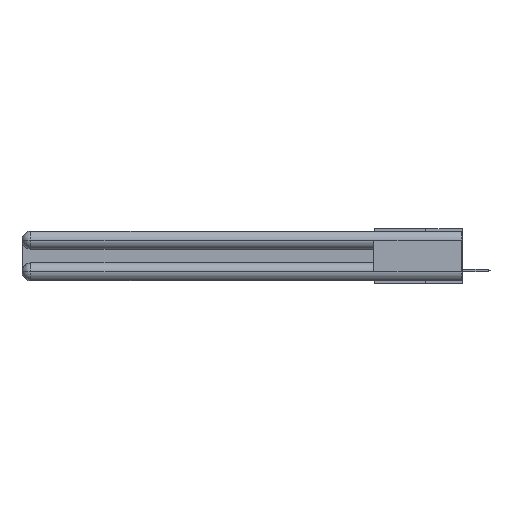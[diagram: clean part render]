
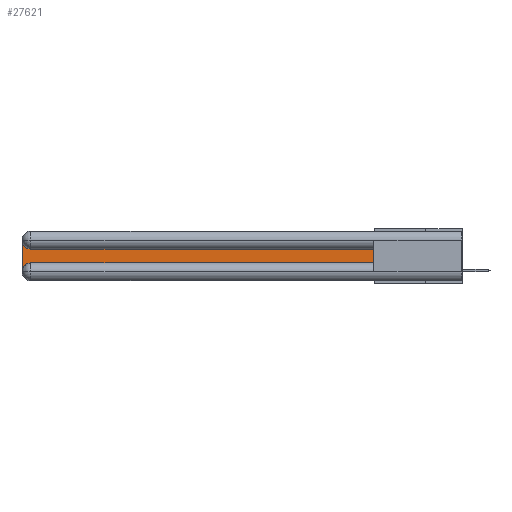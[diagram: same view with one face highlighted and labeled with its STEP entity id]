
A CAD part, left-side view. The second image highlights one B-rep face of the part: STEP entity #27621.
In plain terms, the highlighted planar face has unit normal (-1, 0, 0).
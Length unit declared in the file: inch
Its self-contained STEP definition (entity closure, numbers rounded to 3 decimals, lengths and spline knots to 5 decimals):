
#1158 = EDGE_CURVE ( 'NONE', #1379, #22776, #27161, .T. ) ;
#1379 = VERTEX_POINT ( 'NONE', #5288 ) ;
#1813 = CARTESIAN_POINT ( 'NONE',  ( 0.075, 2.94, -0.2775 ) ) ;
#2404 = DIRECTION ( 'NONE',  ( 0., 0., 1. ) ) ;
#3069 = CIRCLE ( 'NONE', #9797, 0.06 ) ;
#3313 = DIRECTION ( 'NONE',  ( 0., 0., -1. ) ) ;
#3497 = DIRECTION ( 'NONE',  ( 0., 1., 0. ) ) ;
#3560 = VERTEX_POINT ( 'NONE', #14710 ) ;
#4414 = CARTESIAN_POINT ( 'NONE',  ( 0.075, 3., -0.2175 ) ) ;
#4508 = CARTESIAN_POINT ( 'NONE',  ( 0.075, 0.6, -0.2175 ) ) ;
#4797 = VECTOR ( 'NONE', #3497, 39.37008 ) ;
#5288 = CARTESIAN_POINT ( 'NONE',  ( 0.075, 2.94, -0.1225 ) ) ;
#5333 = CARTESIAN_POINT ( 'NONE',  ( 0.075, 2.94, -0.2175 ) ) ;
#5448 = EDGE_CURVE ( 'NONE', #22776, #6738, #24405, .T. ) ;
#5450 = CARTESIAN_POINT ( 'NONE',  ( 0.075, 0.6, -0.1225 ) ) ;
#5576 = DIRECTION ( 'NONE',  ( 0., 0., -1. ) ) ;
#5642 = EDGE_CURVE ( 'NONE', #6738, #15633, #3069, .T. ) ;
#5721 = DIRECTION ( 'NONE',  ( 1., 0., 0. ) ) ;
#5861 = DIRECTION ( 'NONE',  ( 1., 0., 0. ) ) ;
#6187 = AXIS2_PLACEMENT_3D ( 'NONE', #7794, #5861, #5576 ) ;
#6234 = VERTEX_POINT ( 'NONE', #12996 ) ;
#6238 = DIRECTION ( 'NONE',  ( 1., 0., 0. ) ) ;
#6738 = VERTEX_POINT ( 'NONE', #25586 ) ;
#6758 = CARTESIAN_POINT ( 'NONE',  ( 0.075, 0.6, -0.2175 ) ) ;
#6825 = DIRECTION ( 'NONE',  ( 0., 0., -1. ) ) ;
#7380 = ORIENTED_EDGE ( 'NONE', *, *, #12012, .T. ) ;
#7794 = CARTESIAN_POINT ( 'NONE',  ( 0.075, 2.94, -0.0625 ) ) ;
#8595 = FACE_OUTER_BOUND ( 'NONE', #24393, .T. ) ;
#8977 = CARTESIAN_POINT ( 'NONE',  ( 0.075, 3., -0.0625 ) ) ;
#9482 = LINE ( 'NONE', #4508, #16000 ) ;
#9797 = AXIS2_PLACEMENT_3D ( 'NONE', #1813, #6238, #23514 ) ;
#11277 = DIRECTION ( 'NONE',  ( 0., -1., 0. ) ) ;
#12012 = EDGE_CURVE ( 'NONE', #15633, #3560, #12779, .T. ) ;
#12233 = ORIENTED_EDGE ( 'NONE', *, *, #1158, .T. ) ;
#12236 = ORIENTED_EDGE ( 'NONE', *, *, #27597, .T. ) ;
#12779 = LINE ( 'NONE', #6758, #20375 ) ;
#12996 = CARTESIAN_POINT ( 'NONE',  ( 0.075, 0.6, -0.1225 ) ) ;
#14710 = CARTESIAN_POINT ( 'NONE',  ( 0.075, 0.6, -0.2175 ) ) ;
#15633 = VERTEX_POINT ( 'NONE', #5333 ) ;
#16000 = VECTOR ( 'NONE', #2404, 39.37008 ) ;
#18520 = CARTESIAN_POINT ( 'NONE',  ( 0.075, 3., -0.1225 ) ) ;
#18937 = ORIENTED_EDGE ( 'NONE', *, *, #5448, .T. ) ;
#19236 = ORIENTED_EDGE ( 'NONE', *, *, #5642, .T. ) ;
#20375 = VECTOR ( 'NONE', #11277, 39.37008 ) ;
#20822 = PLANE ( 'NONE',  #21727 ) ;
#21727 = AXIS2_PLACEMENT_3D ( 'NONE', #18520, #5721, #3313 ) ;
#22776 = VERTEX_POINT ( 'NONE', #8977 ) ;
#23264 = EDGE_CURVE ( 'NONE', #3560, #6234, #9482, .T. ) ;
#23514 = DIRECTION ( 'NONE',  ( 0., 0., -1. ) ) ;
#24393 = EDGE_LOOP ( 'NONE', ( #12236, #12233, #18937, #19236, #7380, #27898 ) ) ;
#24405 = LINE ( 'NONE', #4414, #28138 ) ;
#25586 = CARTESIAN_POINT ( 'NONE',  ( 0.075, 3., -0.2775 ) ) ;
#27161 = CIRCLE ( 'NONE', #6187, 0.06 ) ;
#27597 = EDGE_CURVE ( 'NONE', #6234, #1379, #27775, .T. ) ;
#27621 = ADVANCED_FACE ( 'NONE', ( #8595 ), #20822, .F. ) ;
#27775 = LINE ( 'NONE', #5450, #4797 ) ;
#27898 = ORIENTED_EDGE ( 'NONE', *, *, #23264, .T. ) ;
#28138 = VECTOR ( 'NONE', #6825, 39.37008 ) ;
